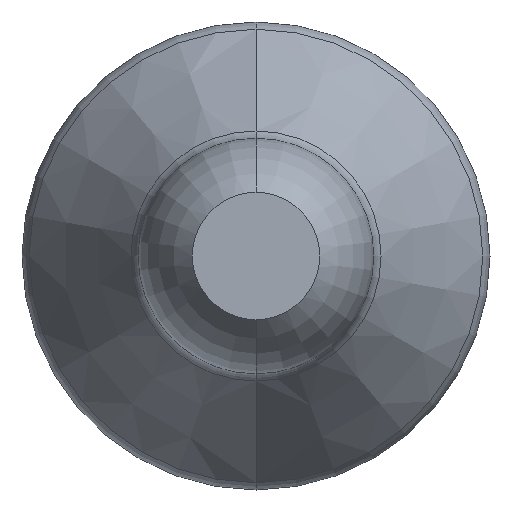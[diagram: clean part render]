
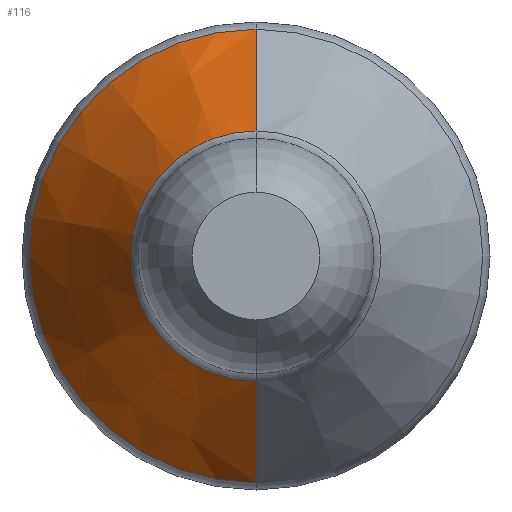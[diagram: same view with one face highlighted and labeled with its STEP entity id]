
A CAD part, front view. The second image highlights one B-rep face of the part: STEP entity #116.
In plain terms, the highlighted conical face has half-angle 30.2 degrees and reference radius 4.235 mm.
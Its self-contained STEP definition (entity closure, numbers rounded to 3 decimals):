
#113 = EDGE_CURVE ( 'NONE', #151, #154, #210, .T. ) ;
#116 = ADVANCED_FACE ( 'NONE', ( #205 ), #204, .T. ) ;
#117 = EDGE_LOOP ( 'NONE', ( #118, #119, #120, #162 ) ) ;
#118 = ORIENTED_EDGE ( 'NONE', *, *, #150, .F. ) ;
#119 = ORIENTED_EDGE ( 'NONE', *, *, #126, .T. ) ;
#120 = ORIENTED_EDGE ( 'NONE', *, *, #156, .T. ) ;
#126 = EDGE_CURVE ( 'NONE', #127, #128, #343, .T. ) ;
#127 = VERTEX_POINT ( 'NONE', #220 ) ;
#128 = VERTEX_POINT ( 'NONE', #219 ) ;
#150 = EDGE_CURVE ( 'NONE', #127, #151, #257, .T. ) ;
#151 = VERTEX_POINT ( 'NONE', #261 ) ;
#154 = VERTEX_POINT ( 'NONE', #282 ) ;
#156 = EDGE_CURVE ( 'NONE', #128, #154, #287, .T. ) ;
#162 = ORIENTED_EDGE ( 'NONE', *, *, #113, .F. ) ;
#198 = DIRECTION ( 'NONE',  ( 0., 0., 1. ) ) ;
#199 = DIRECTION ( 'NONE',  ( 0., 1., 0. ) ) ;
#200 = CARTESIAN_POINT ( 'NONE',  ( 0., 15.497, 0. ) ) ;
#202 = AXIS2_PLACEMENT_3D ( 'NONE', #200, #199, #198 ) ;
#204 = CONICAL_SURFACE ( 'NONE', #202, 4.235, 0.527 ) ;
#205 = FACE_OUTER_BOUND ( 'NONE', #117, .T. ) ;
#206 = DIRECTION ( 'NONE',  ( 0., 0., 1. ) ) ;
#207 = DIRECTION ( 'NONE',  ( 0., 1., 0. ) ) ;
#208 = CARTESIAN_POINT ( 'NONE',  ( 0., 15.497, 0. ) ) ;
#209 = AXIS2_PLACEMENT_3D ( 'NONE', #208, #207, #206 ) ;
#210 = CIRCLE ( 'NONE', #209, 4.235 ) ;
#219 = CARTESIAN_POINT ( 'NONE',  ( 0., 12.233, 2.336 ) ) ;
#220 = CARTESIAN_POINT ( 'NONE',  ( 0., 12.233, -2.336 ) ) ;
#257 = LINE ( 'NONE', #264, #263 ) ;
#261 = CARTESIAN_POINT ( 'NONE',  ( 0., 15.497, -4.235 ) ) ;
#262 = DIRECTION ( 'NONE',  ( 0., 0.864, -0.503 ) ) ;
#263 = VECTOR ( 'NONE', #262, 1000. ) ;
#264 = CARTESIAN_POINT ( 'NONE',  ( 0., 15.497, -4.235 ) ) ;
#282 = CARTESIAN_POINT ( 'NONE',  ( 0., 15.497, 4.235 ) ) ;
#284 = DIRECTION ( 'NONE',  ( 0., 0.864, 0.503 ) ) ;
#285 = VECTOR ( 'NONE', #284, 1000. ) ;
#286 = CARTESIAN_POINT ( 'NONE',  ( 0., 15.497, 4.235 ) ) ;
#287 = LINE ( 'NONE', #286, #285 ) ;
#342 = CARTESIAN_POINT ( 'NONE',  ( 0., 12.233, 0. ) ) ;
#343 = CIRCLE ( 'NONE', #344, 2.336 ) ;
#344 = AXIS2_PLACEMENT_3D ( 'NONE', #342, #347, #346 ) ;
#346 = DIRECTION ( 'NONE',  ( 0., 0., 1. ) ) ;
#347 = DIRECTION ( 'NONE',  ( 0., 1., 0. ) ) ;
